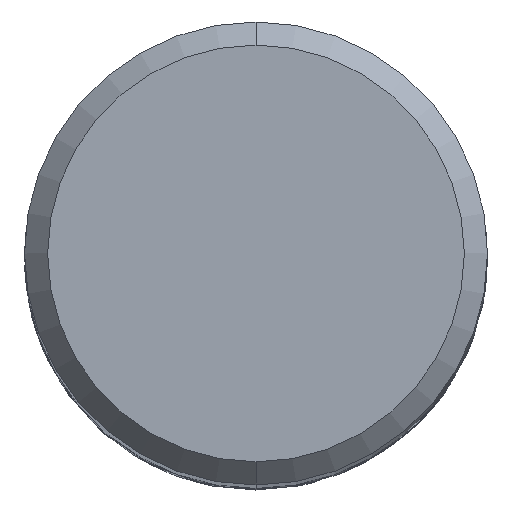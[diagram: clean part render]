
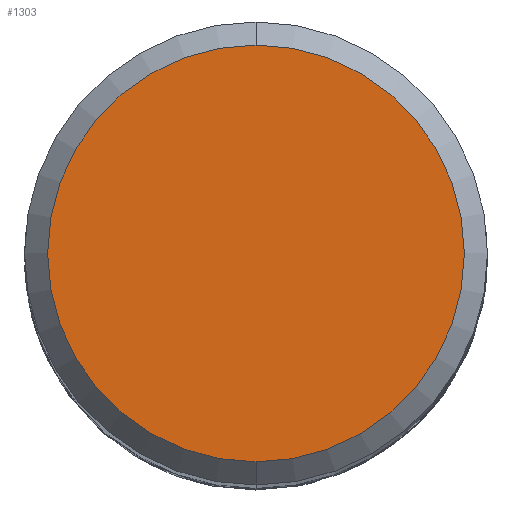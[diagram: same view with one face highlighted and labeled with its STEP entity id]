
A CAD part, top view. The second image highlights one B-rep face of the part: STEP entity #1303.
In plain terms, the highlighted planar face has unit normal (0, 0, 1).
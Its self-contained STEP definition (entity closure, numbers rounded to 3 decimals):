
#735=EDGE_CURVE('',#947,#1065,#1649,.T.);
#873=EDGE_CURVE('',#1065,#947,#1797,.T.);
#947=VERTEX_POINT('',#1881);
#1065=VERTEX_POINT('',#2008);
#1303=ADVANCED_FACE('',(#2269),#2270,.T.);
#1649=CIRCLE('',#6739,5.4);
#1797=CIRCLE('',#8216,5.4);
#1881=CARTESIAN_POINT('',(0.0,5.4,0.0));
#2008=CARTESIAN_POINT('',(0.,-5.4,0.0));
#2269=FACE_OUTER_BOUND('',#12788,.T.);
#2270=PLANE('',#12789);
#6739=AXIS2_PLACEMENT_3D('',#13630,#13631,#13632);
#8216=AXIS2_PLACEMENT_3D('',#13762,#13763,#13764);
#12788=EDGE_LOOP('',(#14244,#14245));
#12789=AXIS2_PLACEMENT_3D('',#14246,#14247,#14248);
#13630=CARTESIAN_POINT('',(0.0,0.0,0.0));
#13631=DIRECTION('',(0.0,0.0,-1.0));
#13632=DIRECTION('',(0.0,1.0,0.0));
#13762=CARTESIAN_POINT('',(0.0,0.0,0.0));
#13763=DIRECTION('',(0.0,0.0,-1.0));
#13764=DIRECTION('',(0.0,1.0,0.0));
#14244=ORIENTED_EDGE('',*,*,#735,.F.);
#14245=ORIENTED_EDGE('',*,*,#873,.F.);
#14246=CARTESIAN_POINT('',(0.0,2.7,0.0));
#14247=DIRECTION('',(-0.0,0.0,1.0));
#14248=DIRECTION('',(0.0,-1.0,0.0));
